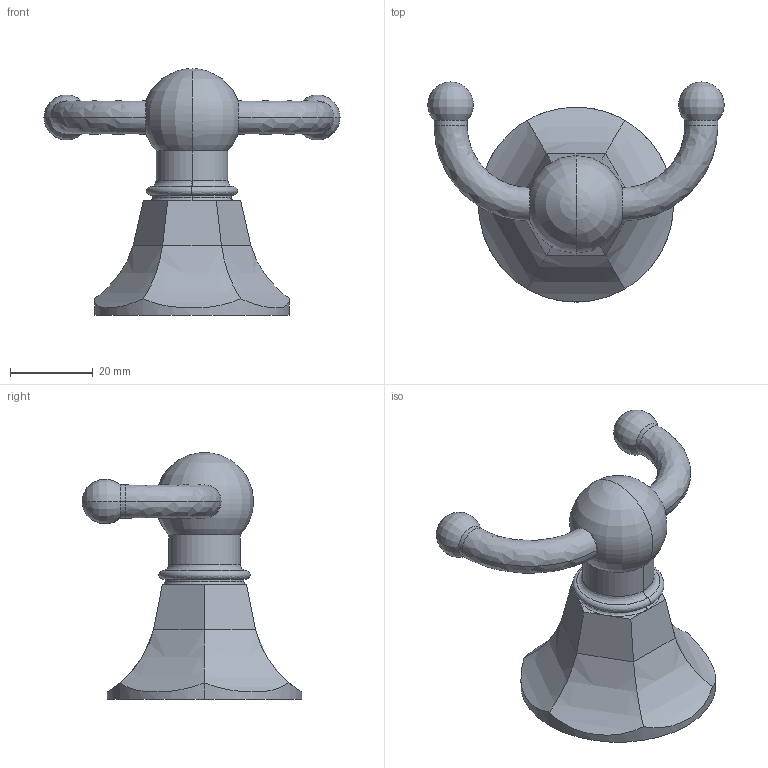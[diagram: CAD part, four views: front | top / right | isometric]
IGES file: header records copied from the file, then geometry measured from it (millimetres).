
Start section:  PTC IGES file: 1200-1660.igs
Global section: file name: 1200-1660.igs; native system: Creo Parametric by PTC Inc.; preprocessor: 2018400; author: jinson.thomas; organization: Unknown; date: 20211028.135844; units: inch
Bounding box: 71.44 x 53.01 x 59.54 mm (x, y, z)
Volume: 36086.5 mm3; surface area: 9491.1 mm2
Topology: 1 solids, 2 shells, 46 faces, 100 edges, 55 vertices
Faces by surface type: revolution 42, bspline 4
